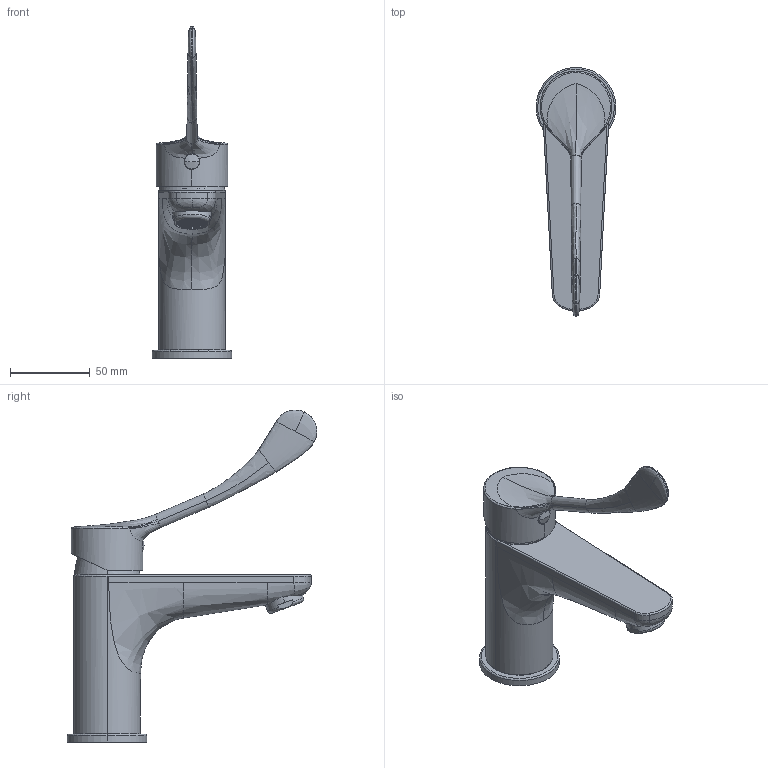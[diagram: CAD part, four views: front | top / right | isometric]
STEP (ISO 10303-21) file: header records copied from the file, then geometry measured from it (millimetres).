
FILE_DESCRIPTION(/* description */ (''),/* implementation_level */ '2;1');
FILE_NAME(/* name */ 'STEP - 9L1011300CP, 5Y0410600CP0BFUC_2269400',/* time_stamp */ '2024-11-26T15:42:08+11:00',/* author */ (''),/* organization */ (''),/* preprocessor_version */ 'ST-DEVELOPER v16.5',/* originating_system */ 'Rhino 7.37',/* authorisation */ '');
FILE_SCHEMA (('AUTOMOTIVE_DESIGN'));
Products named in the file (17): Document; 9L1011301CP_ASM; 52006913PL8; 5L0P0506CP9; 5T1032200NT034; 5L0P0036CP28; 5T0F0149NT2627; 5C0131100CP0A0_ASM; 5C0131100CP0; 5R9012600PL024; 5N0C0080CP7; 5E0M0049PL12; 53003811PL22; 53003808CP20; 5D0M006401PL06; 5A0105600CP1A0_ASM35; 5A0105600CP110
Assembly tree (17 placements, depth 4):
  Document
    9L1011301CP_ASM
      52006913PL8  x2
      5L0P0506CP9
      5T1032200NT034
      5L0P0036CP28
      5T0F0149NT2627
      5C0131100CP0A0_ASM
        5C0131100CP0
      5R9012600PL024
      5N0C0080CP7
      5E0M0049PL12
      53003811PL22
      53003808CP20
      5D0M006401PL06
      5A0105600CP1A0_ASM35
        5A0105600CP110
Bounding box: 50 x 156.45 x 208.15 mm (x, y, z)
Volume: 150440.3 mm3; surface area: 94365.9 mm2
Topology: 16 solids, 16 shells, 5838 faces, 16054 edges, 10307 vertices
Faces by surface type: plane 3958, bspline 1008, cylinder 872
Entity records: 234197 total; most frequent: CARTESIAN_POINT 127409, ORIENTED_EDGE 32048, EDGE_CURVE 16024, B_SPLINE_CURVE_WITH_KNOTS 13728, VERTEX_POINT 10303, EDGE_LOOP 6773, ADVANCED_FACE 5834, FACE_OUTER_BOUND 5834
